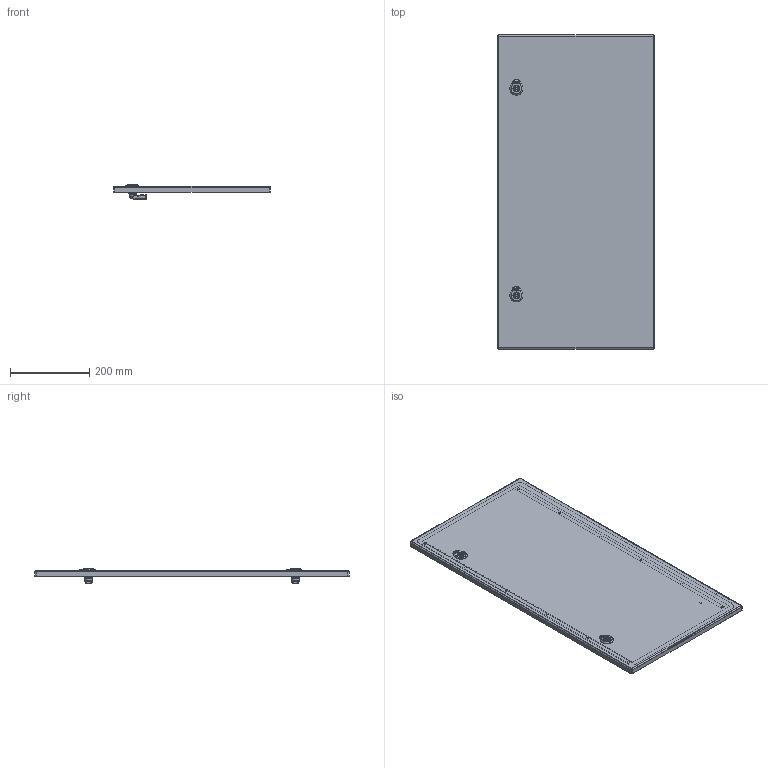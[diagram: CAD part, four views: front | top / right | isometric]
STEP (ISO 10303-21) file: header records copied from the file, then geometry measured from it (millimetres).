
FILE_DESCRIPTION(/* description */ (''),/* implementation_level */ '2;1');
FILE_NAME(/* name */ 'PO8040.stp',/* time_stamp */ '2017-01-13T11:16:57+01:00',/* author */ (''),/* organization */ (''),/* preprocessor_version */ 'ST-DEVELOPER v15',/* originating_system */ 'SIEMENS PLM Software NX 9.0',/* authorisation */ '');
FILE_SCHEMA (('CONFIG_CONTROL_DESIGN'));
Length unit declared in the file: millimetre
Products named in the file (2): 67154_REFUERZO_VERT_PUERTA_800_stp; PO8040_stp
Assembly tree (2 placements, depth 2):
  PO8040_stp
    67154_REFUERZO_VERT_PUERTA_800_stp  x2
Bounding box: 396.5 x 795 x 36.21 mm (x, y, z)
Volume: 730038.1 mm3; surface area: 825472.2 mm2
Topology: 3 solids, 3 shells, 741 faces, 1913 edges, 1199 vertices
Faces by surface type: cylinder 310, plane 308, bspline 88, torus 22, cone 11, sphere 2
Full cylindrical faces by diameter (mm): 3.5 x50, 5 x18, 5.85 x2, 6 x1, 6.5 x1, 9.5 x2, 10 x2, 14 x2, 16.25 x4, 19.3 x2
Entity records: 23450 total; most frequent: CARTESIAN_POINT 7535, ORIENTED_EDGE 3480, DIRECTION 2973, EDGE_CURVE 1740, VERTEX_POINT 1093, AXIS2_PLACEMENT_3D 1046, LINE 881, VECTOR 881
